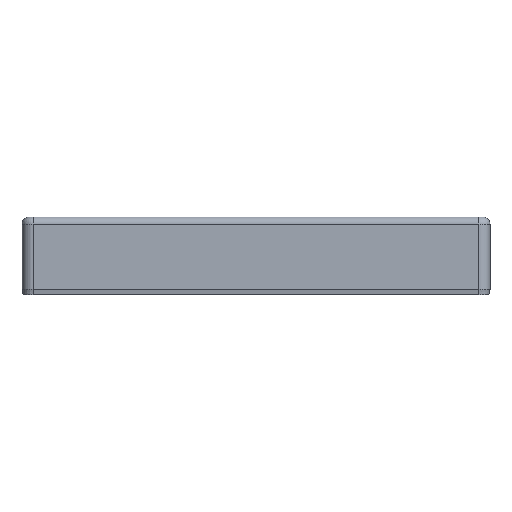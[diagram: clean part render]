
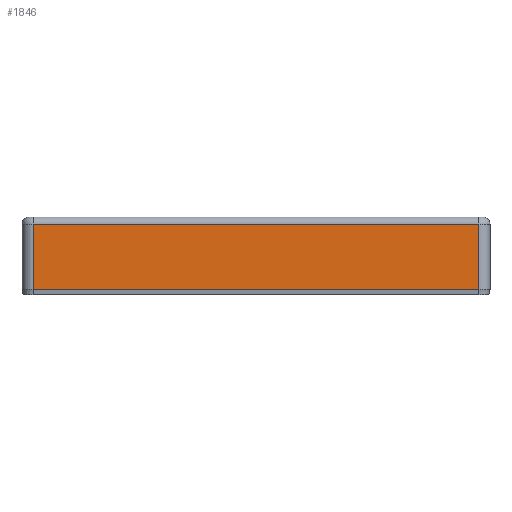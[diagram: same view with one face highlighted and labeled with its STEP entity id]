
A CAD part, left-side view. The second image highlights one B-rep face of the part: STEP entity #1846.
In plain terms, the highlighted planar face has unit normal (-1, 0, 0).
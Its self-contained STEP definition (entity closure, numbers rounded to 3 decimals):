
#14 = EDGE_CURVE ( 'NONE', #2388, #314, #2449, .T. ) ;
#197 = VECTOR ( 'NONE', #537, 1000. ) ;
#208 = CARTESIAN_POINT ( 'NONE',  ( -106., -77., 30. ) ) ;
#314 = VERTEX_POINT ( 'NONE', #1561 ) ;
#458 = CARTESIAN_POINT ( 'NONE',  ( -106., -81., 4.7 ) ) ;
#537 = DIRECTION ( 'NONE',  ( 0., 0., -1. ) ) ;
#582 = FACE_OUTER_BOUND ( 'NONE', #1234, .T. ) ;
#584 = VECTOR ( 'NONE', #2437, 1000. ) ;
#643 = ORIENTED_EDGE ( 'NONE', *, *, #977, .T. ) ;
#673 = PLANE ( 'NONE',  #1589 ) ;
#977 = EDGE_CURVE ( 'NONE', #1626, #1608, #1034, .T. ) ;
#980 = VECTOR ( 'NONE', #2639, 1000. ) ;
#1034 = LINE ( 'NONE', #208, #1936 ) ;
#1157 = DIRECTION ( 'NONE',  ( 1., 0., 0. ) ) ;
#1234 = EDGE_LOOP ( 'NONE', ( #2654, #2020, #643, #2529 ) ) ;
#1506 = DIRECTION ( 'NONE',  ( 0., 0., 1. ) ) ;
#1555 = CARTESIAN_POINT ( 'NONE',  ( -106., -77., 4.7 ) ) ;
#1560 = CARTESIAN_POINT ( 'NONE',  ( -106., -77., 27.5 ) ) ;
#1561 = CARTESIAN_POINT ( 'NONE',  ( -106., 79., 4.7 ) ) ;
#1570 = LINE ( 'NONE', #458, #980 ) ;
#1589 = AXIS2_PLACEMENT_3D ( 'NONE', #2234, #1157, #2472 ) ;
#1608 = VERTEX_POINT ( 'NONE', #1560 ) ;
#1626 = VERTEX_POINT ( 'NONE', #1555 ) ;
#1670 = EDGE_CURVE ( 'NONE', #314, #1626, #1570, .T. ) ;
#1705 = EDGE_CURVE ( 'NONE', #1608, #2388, #2729, .T. ) ;
#1846 = ADVANCED_FACE ( 'NONE', ( #582 ), #673, .F. ) ;
#1936 = VECTOR ( 'NONE', #1506, 1000. ) ;
#2020 = ORIENTED_EDGE ( 'NONE', *, *, #1670, .T. ) ;
#2078 = CARTESIAN_POINT ( 'NONE',  ( -106., 79., 30. ) ) ;
#2168 = CARTESIAN_POINT ( 'NONE',  ( -106., 79., 27.5 ) ) ;
#2234 = CARTESIAN_POINT ( 'NONE',  ( -106., -81., 30. ) ) ;
#2388 = VERTEX_POINT ( 'NONE', #2168 ) ;
#2427 = CARTESIAN_POINT ( 'NONE',  ( -106., -81., 27.5 ) ) ;
#2437 = DIRECTION ( 'NONE',  ( 0., 1., 0. ) ) ;
#2449 = LINE ( 'NONE', #2078, #197 ) ;
#2472 = DIRECTION ( 'NONE',  ( 0., 0., -1. ) ) ;
#2529 = ORIENTED_EDGE ( 'NONE', *, *, #1705, .T. ) ;
#2639 = DIRECTION ( 'NONE',  ( 0., -1., 0. ) ) ;
#2654 = ORIENTED_EDGE ( 'NONE', *, *, #14, .T. ) ;
#2729 = LINE ( 'NONE', #2427, #584 ) ;
